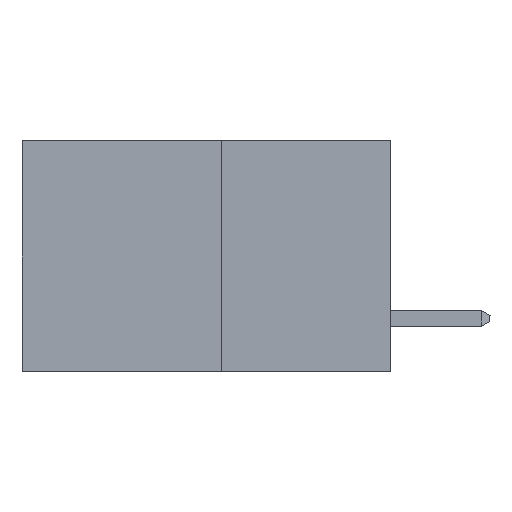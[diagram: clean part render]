
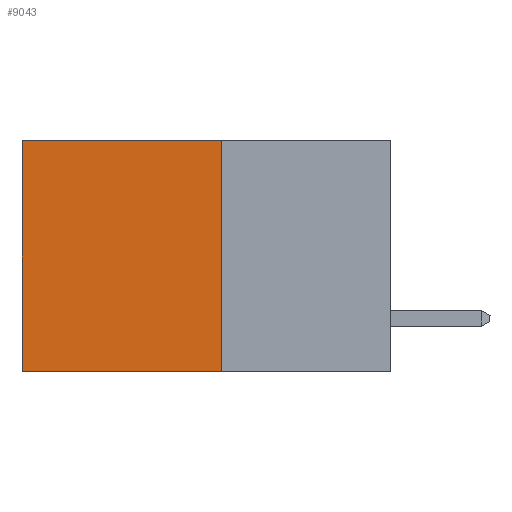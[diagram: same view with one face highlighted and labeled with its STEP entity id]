
A CAD part, left-side view. The second image highlights one B-rep face of the part: STEP entity #9043.
In plain terms, the highlighted planar face has unit normal (-1, 0, 0).
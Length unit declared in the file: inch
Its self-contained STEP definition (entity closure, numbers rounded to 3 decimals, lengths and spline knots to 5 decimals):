
#252 = DIRECTION ( 'NONE',  ( 0., 0., -1. ) ) ;
#635 = CARTESIAN_POINT ( 'NONE',  ( 0.277, 0.59, 0. ) ) ;
#934 = DIRECTION ( 'NONE',  ( 0., 0., -1. ) ) ;
#1754 = DIRECTION ( 'NONE',  ( 0., 0., -1. ) ) ;
#2397 = VECTOR ( 'NONE', #934, 39.37008 ) ;
#3157 = CARTESIAN_POINT ( 'NONE',  ( 0.277, 0.59, -0.37 ) ) ;
#4196 = EDGE_CURVE ( 'NONE', #25219, #25457, #25433, .T. ) ;
#5880 = LINE ( 'NONE', #25976, #16989 ) ;
#8972 = LINE ( 'NONE', #3157, #2397 ) ;
#9043 = ADVANCED_FACE ( 'NONE', ( #14061 ), #24577, .F. ) ;
#10553 = CARTESIAN_POINT ( 'NONE',  ( 0.277, 0.27, -0.37 ) ) ;
#11090 = VECTOR ( 'NONE', #1754, 39.37008 ) ;
#11263 = CARTESIAN_POINT ( 'NONE',  ( 0.277, 0.27, -0.37 ) ) ;
#12431 = EDGE_CURVE ( 'NONE', #12938, #25457, #8972, .T. ) ;
#12700 = DIRECTION ( 'NONE',  ( 0., 1., 0. ) ) ;
#12938 = VERTEX_POINT ( 'NONE', #635 ) ;
#13511 = DIRECTION ( 'NONE',  ( 1., 0., 0. ) ) ;
#13569 = ORIENTED_EDGE ( 'NONE', *, *, #20649, .T. ) ;
#14061 = FACE_OUTER_BOUND ( 'NONE', #18705, .T. ) ;
#14927 = DIRECTION ( 'NONE',  ( 0., 1., 0. ) ) ;
#15296 = ORIENTED_EDGE ( 'NONE', *, *, #20682, .F. ) ;
#16989 = VECTOR ( 'NONE', #14927, 39.37008 ) ;
#18705 = EDGE_LOOP ( 'NONE', ( #24327, #20505, #15296, #13569 ) ) ;
#19284 = CARTESIAN_POINT ( 'NONE',  ( 0.277, 0.27, -0.37 ) ) ;
#20077 = CARTESIAN_POINT ( 'NONE',  ( 0.277, 0.27, -0.37 ) ) ;
#20505 = ORIENTED_EDGE ( 'NONE', *, *, #4196, .F. ) ;
#20649 = EDGE_CURVE ( 'NONE', #27849, #12938, #5880, .T. ) ;
#20682 = EDGE_CURVE ( 'NONE', #27849, #25219, #28068, .T. ) ;
#21607 = CARTESIAN_POINT ( 'NONE',  ( 0.277, 0.27, 0. ) ) ;
#22161 = AXIS2_PLACEMENT_3D ( 'NONE', #11263, #13511, #252 ) ;
#24327 = ORIENTED_EDGE ( 'NONE', *, *, #12431, .T. ) ;
#24577 = PLANE ( 'NONE',  #22161 ) ;
#24743 = VECTOR ( 'NONE', #12700, 39.37008 ) ;
#25219 = VERTEX_POINT ( 'NONE', #20077 ) ;
#25398 = CARTESIAN_POINT ( 'NONE',  ( 0.277, 0.59, -0.37 ) ) ;
#25433 = LINE ( 'NONE', #19284, #24743 ) ;
#25457 = VERTEX_POINT ( 'NONE', #25398 ) ;
#25976 = CARTESIAN_POINT ( 'NONE',  ( 0.277, 0.27, 0. ) ) ;
#27849 = VERTEX_POINT ( 'NONE', #21607 ) ;
#28068 = LINE ( 'NONE', #10553, #11090 ) ;
